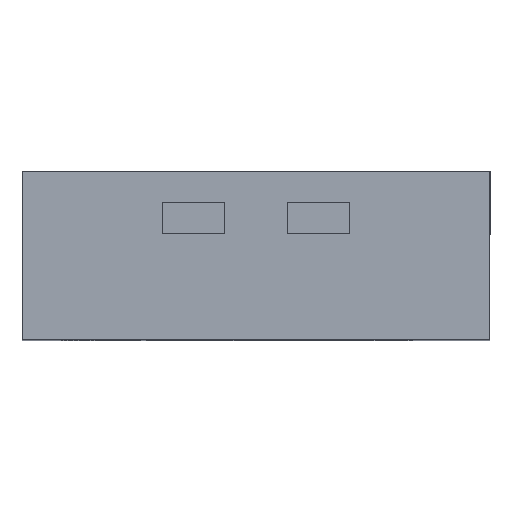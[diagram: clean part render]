
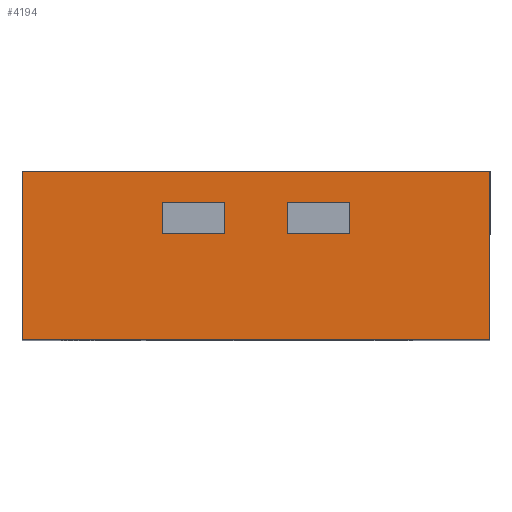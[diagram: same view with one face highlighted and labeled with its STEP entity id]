
A CAD part, top view. The second image highlights one B-rep face of the part: STEP entity #4194.
In plain terms, the highlighted planar face has unit normal (0, 0, 1).
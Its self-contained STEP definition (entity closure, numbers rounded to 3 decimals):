
#169=ORIENTED_EDGE('',*,*,#1055,.F.);
#170=ORIENTED_EDGE('',*,*,#1056,.F.);
#171=ORIENTED_EDGE('',*,*,#1057,.F.);
#172=ORIENTED_EDGE('',*,*,#1058,.F.);
#173=ORIENTED_EDGE('',*,*,#1059,.T.);
#174=ORIENTED_EDGE('',*,*,#1060,.F.);
#175=ORIENTED_EDGE('',*,*,#1061,.F.);
#176=ORIENTED_EDGE('',*,*,#1062,.T.);
#177=ORIENTED_EDGE('',*,*,#1063,.F.);
#178=ORIENTED_EDGE('',*,*,#1064,.F.);
#179=ORIENTED_EDGE('',*,*,#1065,.F.);
#180=ORIENTED_EDGE('',*,*,#1066,.F.);
#1055=EDGE_CURVE('',#1498,#1499,#1796,.T.);
#1056=EDGE_CURVE('',#1500,#1498,#1797,.T.);
#1057=EDGE_CURVE('',#1501,#1500,#1798,.T.);
#1058=EDGE_CURVE('',#1499,#1501,#1799,.T.);
#1059=EDGE_CURVE('',#1502,#1503,#1800,.T.);
#1060=EDGE_CURVE('',#1504,#1503,#1801,.T.);
#1061=EDGE_CURVE('',#1505,#1504,#1802,.T.);
#1062=EDGE_CURVE('',#1505,#1502,#1803,.T.);
#1063=EDGE_CURVE('',#1506,#1507,#1804,.T.);
#1064=EDGE_CURVE('',#1508,#1506,#1805,.T.);
#1065=EDGE_CURVE('',#1509,#1508,#1806,.T.);
#1066=EDGE_CURVE('',#1507,#1509,#1807,.T.);
#1498=VERTEX_POINT('',#5185);
#1499=VERTEX_POINT('',#5186);
#1500=VERTEX_POINT('',#5188);
#1501=VERTEX_POINT('',#5190);
#1502=VERTEX_POINT('',#5193);
#1503=VERTEX_POINT('',#5194);
#1504=VERTEX_POINT('',#5196);
#1505=VERTEX_POINT('',#5198);
#1506=VERTEX_POINT('',#5201);
#1507=VERTEX_POINT('',#5202);
#1508=VERTEX_POINT('',#5204);
#1509=VERTEX_POINT('',#5206);
#1796=LINE('',#5184,#2115);
#1797=LINE('',#5187,#2116);
#1798=LINE('',#5189,#2117);
#1799=LINE('',#5191,#2118);
#1800=LINE('',#5192,#2119);
#1801=LINE('',#5195,#2120);
#1802=LINE('',#5197,#2121);
#1803=LINE('',#5199,#2122);
#1804=LINE('',#5200,#2123);
#1805=LINE('',#5203,#2124);
#1806=LINE('',#5205,#2125);
#1807=LINE('',#5207,#2126);
#2115=VECTOR('',#4539,1000.);
#2116=VECTOR('',#4540,1000.);
#2117=VECTOR('',#4541,1000.);
#2118=VECTOR('',#4542,1000.);
#2119=VECTOR('',#4543,1000.);
#2120=VECTOR('',#4544,1000.);
#2121=VECTOR('',#4545,1000.);
#2122=VECTOR('',#4546,1000.);
#2123=VECTOR('',#4547,1000.);
#2124=VECTOR('',#4548,1000.);
#2125=VECTOR('',#4549,1000.);
#2126=VECTOR('',#4550,1000.);
#2434=EDGE_LOOP('',(#169,#170,#171,#172));
#2435=EDGE_LOOP('',(#173,#174,#175,#176));
#2436=EDGE_LOOP('',(#177,#178,#179,#180));
#2633=FACE_BOUND('',#2434,.T.);
#2634=FACE_BOUND('',#2435,.T.);
#2635=FACE_BOUND('',#2436,.T.);
#2832=PLANE('',#4372);
#4194=ADVANCED_FACE('',(#2633,#2634,#2635),#2832,.F.);
#4372=AXIS2_PLACEMENT_3D('',#5183,#4537,#4538);
#4537=DIRECTION('',(0.,0.,-1.));
#4538=DIRECTION('',(-1.,0.,0.));
#4539=DIRECTION('',(0.,1.,0.));
#4540=DIRECTION('',(1.,0.,0.));
#4541=DIRECTION('',(0.,-1.,0.));
#4542=DIRECTION('',(-1.,0.,0.));
#4543=DIRECTION('',(-1.,0.,0.));
#4544=DIRECTION('',(0.,1.,0.));
#4545=DIRECTION('',(-1.,0.,0.));
#4546=DIRECTION('',(0.,1.,0.));
#4547=DIRECTION('',(0.,1.,0.));
#4548=DIRECTION('',(1.,0.,0.));
#4549=DIRECTION('',(0.,-1.,0.));
#4550=DIRECTION('',(-1.,0.,0.));
#5183=CARTESIAN_POINT('',(0.75,-0.27,0.75));
#5184=CARTESIAN_POINT('',(-0.1,-0.27,0.75));
#5185=CARTESIAN_POINT('',(-0.1,0.07,0.75));
#5186=CARTESIAN_POINT('',(-0.1,0.17,0.75));
#5187=CARTESIAN_POINT('',(0.75,0.07,0.75));
#5188=CARTESIAN_POINT('',(-0.3,0.07,0.75));
#5189=CARTESIAN_POINT('',(-0.3,-0.27,0.75));
#5190=CARTESIAN_POINT('',(-0.3,0.17,0.75));
#5191=CARTESIAN_POINT('',(0.75,0.17,0.75));
#5192=CARTESIAN_POINT('',(0.75,0.27,0.75));
#5193=CARTESIAN_POINT('',(0.75,0.27,0.75));
#5194=CARTESIAN_POINT('',(-0.75,0.27,0.75));
#5195=CARTESIAN_POINT('',(-0.75,-0.27,0.75));
#5196=CARTESIAN_POINT('',(-0.75,-0.27,0.75));
#5197=CARTESIAN_POINT('',(0.75,-0.27,0.75));
#5198=CARTESIAN_POINT('',(0.75,-0.27,0.75));
#5199=CARTESIAN_POINT('',(0.75,-0.27,0.75));
#5200=CARTESIAN_POINT('',(0.3,-0.27,0.75));
#5201=CARTESIAN_POINT('',(0.3,0.07,0.75));
#5202=CARTESIAN_POINT('',(0.3,0.17,0.75));
#5203=CARTESIAN_POINT('',(0.75,0.07,0.75));
#5204=CARTESIAN_POINT('',(0.1,0.07,0.75));
#5205=CARTESIAN_POINT('',(0.1,-0.27,0.75));
#5206=CARTESIAN_POINT('',(0.1,0.17,0.75));
#5207=CARTESIAN_POINT('',(0.75,0.17,0.75));
